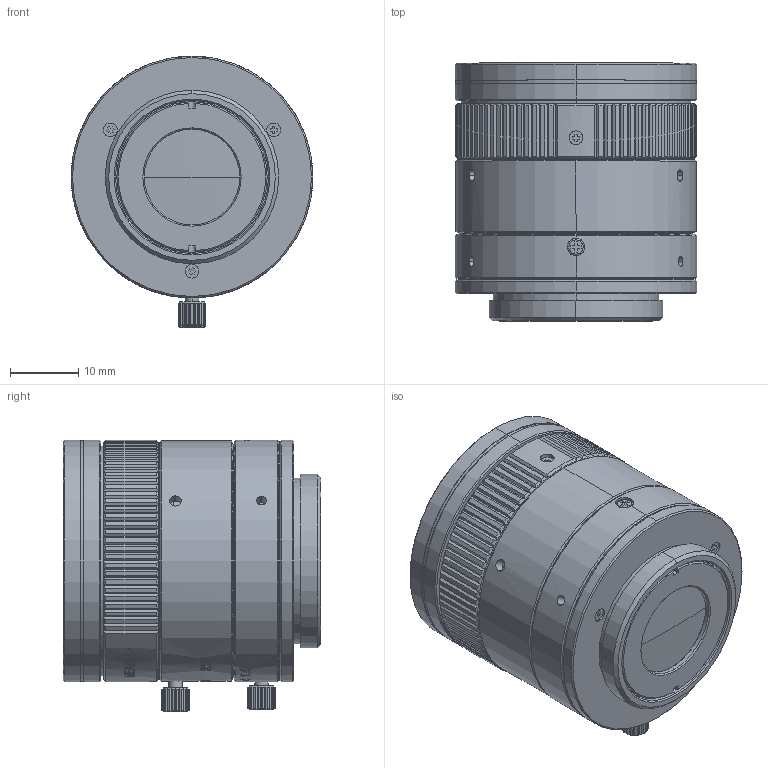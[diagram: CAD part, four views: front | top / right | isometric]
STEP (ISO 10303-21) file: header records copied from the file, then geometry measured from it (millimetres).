
FILE_DESCRIPTION (( 'STEP AP203' ), '1' );
FILE_NAME ('600003.STEP', '2021-08-06T02:34:15', ( '' ), ( '' ), 'SwSTEP 2.0', 'SolidWorks 2020', '' );
FILE_SCHEMA (( 'CONFIG_CONTROL_DESIGN' ));
Length unit declared in the file: millimetre
Products named in the file (1): 600003
Bounding box: 35.4 x 37.76 x 39.79 mm (x, y, z)
Volume: 31406.6 mm3; surface area: 13430.6 mm2
Topology: 5 solids, 7 shells, 1323 faces, 3396 edges, 2154 vertices
Faces by surface type: plane 541, cylinder 313, bspline 252, cone 207, sphere 8, torus 2
Entity records: 51378 total; most frequent: CARTESIAN_POINT 21235, ORIENTED_EDGE 6792, DIRECTION 5423, EDGE_CURVE 3396, VERTEX_POINT 2154, AXIS2_PLACEMENT_3D 2008, EDGE_LOOP 1416, LINE 1407
